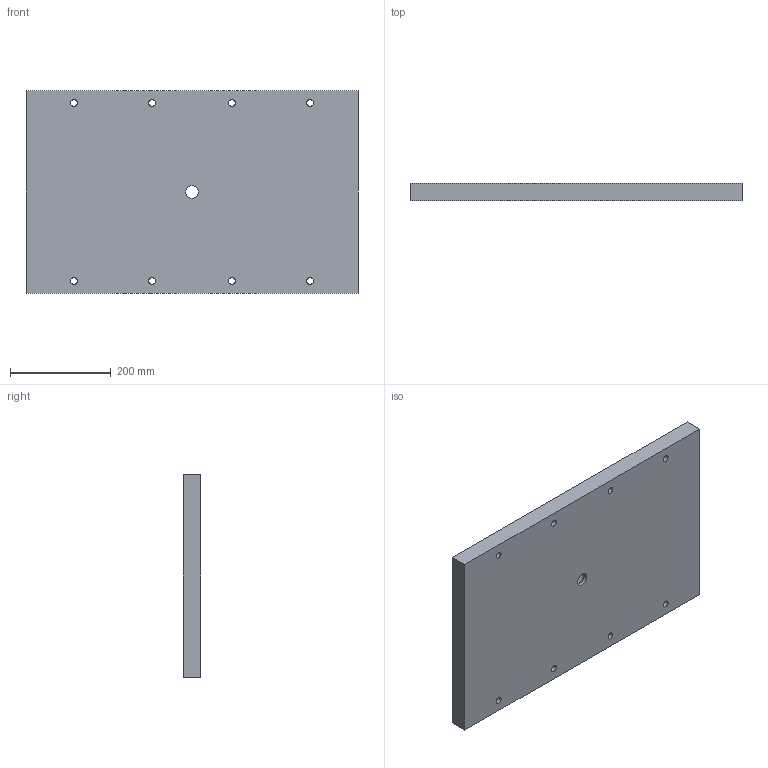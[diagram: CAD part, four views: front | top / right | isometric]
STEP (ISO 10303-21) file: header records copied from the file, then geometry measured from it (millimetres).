
FILE_DESCRIPTION(('produced by SPATIAL CORP'),'2;1');
FILE_NAME('1626top.prt.hh.sat.stp', '2002-04-19T13:38:11+00:00',('SPATIAL CORP'),('SPATIAL CORP'), 'ACIS STEP Husk','http://www.spatial.com','SPATIAL CORP');
FILE_SCHEMA(('CONFIG_CONTROL_DESIGN'));
Length unit declared in the file: millimetre
Products named in the file (1): PRODUCT_ID_1
Bounding box: 660.4 x 34.92 x 403.23 mm (x, y, z)
Volume: 9153031.1 mm3; surface area: 623567.1 mm2
Topology: 1 solids, 1 shells, 86 faces, 194 edges, 120 vertices
Faces by surface type: cylinder 46, cone 20, plane 18, torus 2
Entity records: 2527 total; most frequent: DIRECTION 474, CARTESIAN_POINT 396, ORIENTED_EDGE 380, AXIS2_PLACEMENT_3D 198, EDGE_CURVE 190, VERTEX_POINT 120, EDGE_LOOP 118, FACE_BOUND 118
